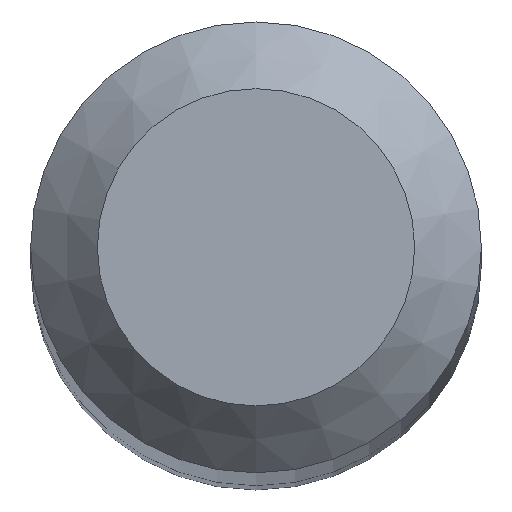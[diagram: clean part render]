
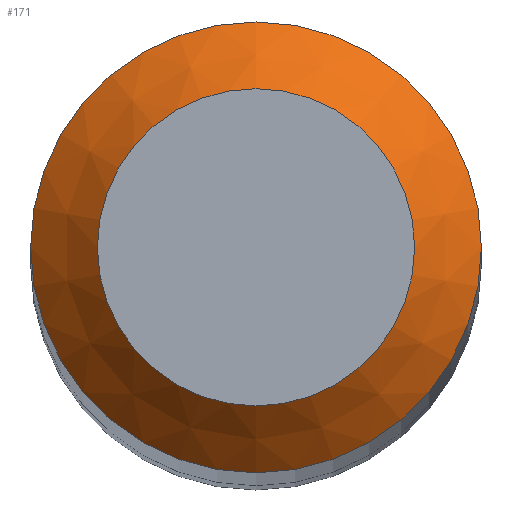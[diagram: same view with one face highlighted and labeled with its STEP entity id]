
A CAD part, top view. The second image highlights one B-rep face of the part: STEP entity #171.
In plain terms, the highlighted conical face has half-angle 45 degrees and reference radius 0.475 mm.
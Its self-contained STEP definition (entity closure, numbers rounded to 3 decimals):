
#2 = AXIS2_PLACEMENT_3D ( 'NONE', #110, #118, #143 ) ;
#17 = DIRECTION ( 'NONE',  ( 0., 0., -1. ) ) ;
#22 = CIRCLE ( 'NONE', #31, 0.675 ) ;
#31 = AXIS2_PLACEMENT_3D ( 'NONE', #51, #17, #65 ) ;
#33 = CARTESIAN_POINT ( 'NONE',  ( 0., 0.675, 29.8 ) ) ;
#34 = EDGE_LOOP ( 'NONE', ( #152 ) ) ;
#43 = VERTEX_POINT ( 'NONE', #116 ) ;
#45 = EDGE_CURVE ( 'NONE', #43, #43, #58, .T. ) ;
#48 = VERTEX_POINT ( 'NONE', #33 ) ;
#51 = CARTESIAN_POINT ( 'NONE',  ( 0., 0., 29.8 ) ) ;
#58 = CIRCLE ( 'NONE', #2, 0.475 ) ;
#63 = FACE_BOUND ( 'NONE', #98, .T. ) ;
#65 = DIRECTION ( 'NONE',  ( 0., 1., 0. ) ) ;
#75 = DIRECTION ( 'NONE',  ( 0., 0., -1. ) ) ;
#77 = CARTESIAN_POINT ( 'NONE',  ( 0., 0., 30. ) ) ;
#89 = DIRECTION ( 'NONE',  ( 0., 1., 0. ) ) ;
#98 = EDGE_LOOP ( 'NONE', ( #200 ) ) ;
#104 = EDGE_CURVE ( 'NONE', #48, #48, #22, .T. ) ;
#110 = CARTESIAN_POINT ( 'NONE',  ( 0., 0., 30. ) ) ;
#116 = CARTESIAN_POINT ( 'NONE',  ( 0., 0.475, 30. ) ) ;
#118 = DIRECTION ( 'NONE',  ( 0., 0., -1. ) ) ;
#136 = FACE_OUTER_BOUND ( 'NONE', #34, .T. ) ;
#143 = DIRECTION ( 'NONE',  ( 0., 1., 0. ) ) ;
#152 = ORIENTED_EDGE ( 'NONE', *, *, #104, .F. ) ;
#169 = CONICAL_SURFACE ( 'NONE', #180, 0.475, 0.785 ) ;
#171 = ADVANCED_FACE ( 'NONE', ( #136, #63 ), #169, .T. ) ;
#180 = AXIS2_PLACEMENT_3D ( 'NONE', #77, #75, #89 ) ;
#200 = ORIENTED_EDGE ( 'NONE', *, *, #45, .T. ) ;
